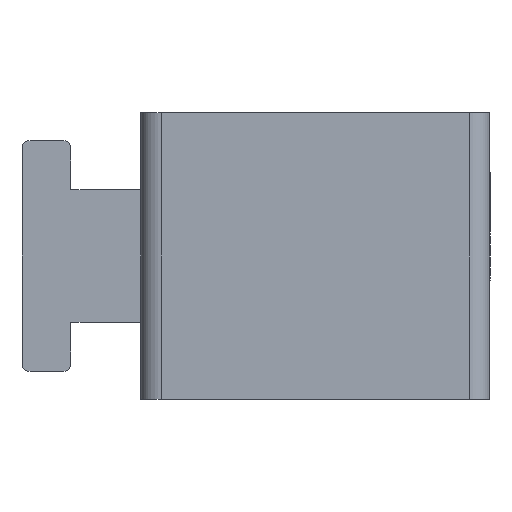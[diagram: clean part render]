
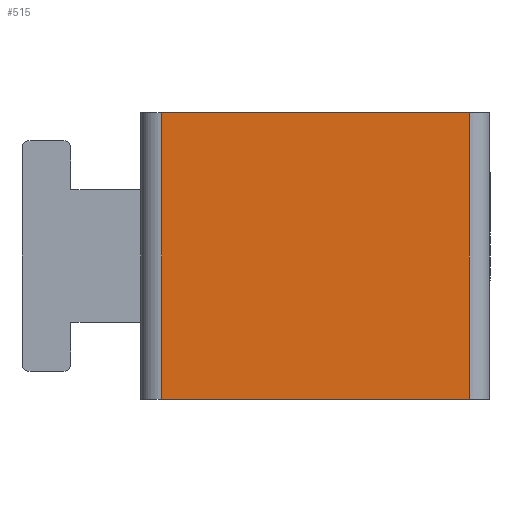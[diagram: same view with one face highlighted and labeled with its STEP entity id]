
A CAD part, left-side view. The second image highlights one B-rep face of the part: STEP entity #515.
In plain terms, the highlighted planar face has unit normal (-1, 0, 0).
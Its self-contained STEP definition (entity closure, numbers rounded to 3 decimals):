
#40 = AXIS2_PLACEMENT_3D ( 'NONE', #1716, #1096, #375 ) ;
#81 = DIRECTION ( 'NONE',  ( 0., -1., 0. ) ) ;
#144 = CARTESIAN_POINT ( 'NONE',  ( -160.5, 3., -20.5 ) ) ;
#206 = VERTEX_POINT ( 'NONE', #144 ) ;
#207 = DIRECTION ( 'NONE',  ( 0., 1., 0. ) ) ;
#364 = CARTESIAN_POINT ( 'NONE',  ( -160.5, 0., 20.5 ) ) ;
#375 = DIRECTION ( 'NONE',  ( 0., 1., 0. ) ) ;
#405 = CARTESIAN_POINT ( 'NONE',  ( -160.5, 47., -20.5 ) ) ;
#469 = ORIENTED_EDGE ( 'NONE', *, *, #1125, .T. ) ;
#498 = ORIENTED_EDGE ( 'NONE', *, *, #1112, .T. ) ;
#515 = ADVANCED_FACE ( 'NONE', ( #1281 ), #678, .F. ) ;
#553 = VECTOR ( 'NONE', #1280, 1000. ) ;
#588 = ORIENTED_EDGE ( 'NONE', *, *, #871, .T. ) ;
#678 = PLANE ( 'NONE',  #40 ) ;
#712 = ORIENTED_EDGE ( 'NONE', *, *, #1607, .F. ) ;
#799 = LINE ( 'NONE', #364, #1538 ) ;
#840 = LINE ( 'NONE', #969, #553 ) ;
#865 = VECTOR ( 'NONE', #1497, 1000. ) ;
#871 = EDGE_CURVE ( 'NONE', #1179, #206, #1220, .T. ) ;
#891 = VERTEX_POINT ( 'NONE', #1322 ) ;
#969 = CARTESIAN_POINT ( 'NONE',  ( -160.5, 3., -20.5 ) ) ;
#1096 = DIRECTION ( 'NONE',  ( 1., 0., 0. ) ) ;
#1112 = EDGE_CURVE ( 'NONE', #891, #1179, #1643, .T. ) ;
#1125 = EDGE_CURVE ( 'NONE', #1700, #891, #799, .T. ) ;
#1157 = EDGE_LOOP ( 'NONE', ( #498, #588, #712, #469 ) ) ;
#1179 = VERTEX_POINT ( 'NONE', #405 ) ;
#1220 = LINE ( 'NONE', #1487, #1650 ) ;
#1280 = DIRECTION ( 'NONE',  ( 0., 0., -1. ) ) ;
#1281 = FACE_OUTER_BOUND ( 'NONE', #1157, .T. ) ;
#1322 = CARTESIAN_POINT ( 'NONE',  ( -160.5, 47., 20.5 ) ) ;
#1438 = CARTESIAN_POINT ( 'NONE',  ( -160.5, 3., 20.5 ) ) ;
#1487 = CARTESIAN_POINT ( 'NONE',  ( -160.5, 0., -20.5 ) ) ;
#1497 = DIRECTION ( 'NONE',  ( 0., 0., -1. ) ) ;
#1522 = CARTESIAN_POINT ( 'NONE',  ( -160.5, 47., 20.5 ) ) ;
#1538 = VECTOR ( 'NONE', #207, 1000. ) ;
#1607 = EDGE_CURVE ( 'NONE', #1700, #206, #840, .T. ) ;
#1643 = LINE ( 'NONE', #1522, #865 ) ;
#1650 = VECTOR ( 'NONE', #81, 1000. ) ;
#1700 = VERTEX_POINT ( 'NONE', #1438 ) ;
#1716 = CARTESIAN_POINT ( 'NONE',  ( -160.5, 0., 0. ) ) ;
